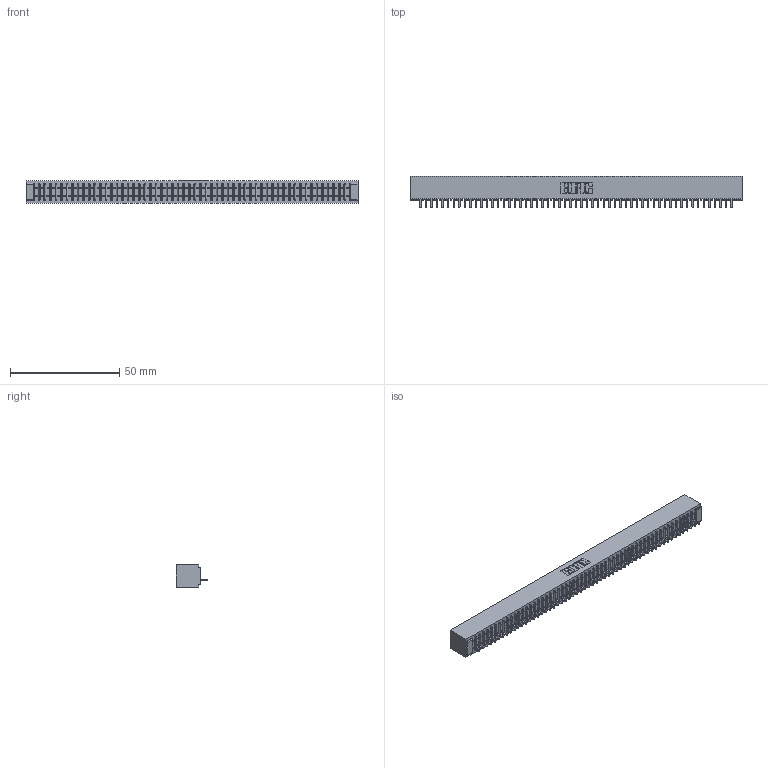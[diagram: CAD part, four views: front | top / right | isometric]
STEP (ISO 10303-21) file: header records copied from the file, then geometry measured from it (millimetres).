
FILE_DESCRIPTION (( 'STEP AP203' ), '1' );
FILE_NAME ('341-057-520-101.STEP', '2018-08-07T15:39:53', ( '' ), ( '' ), 'SwSTEP 2.0', 'SolidWorks 2016', '' );
FILE_SCHEMA (( 'CONFIG_CONTROL_DESIGN' ));
Length unit declared in the file: inch
Products named in the file (3): 341 Part_No Mounting Lugs; 341-292-001_341-292-120; 341-057-520-101
Assembly tree (58 placements, depth 2):
  341-057-520-101
    341 Part_No Mounting Lugs
    341-292-001_341-292-120  x57
Bounding box: 151.76 x 14.27 x 10.16 mm (x, y, z)
Volume: 11050.5 mm3; surface area: 17859.9 mm2
Topology: 58 solids, 58 shells, 4782 faces, 13801 edges, 8854 vertices
Faces by surface type: plane 2971, cylinder 1583, sphere 116, torus 112
Entity records: 64882 total; most frequent: CARTESIAN_POINT 11030, ORIENTED_EDGE 11018, DIRECTION 10633, EDGE_CURVE 5509, VECTOR 4471, LINE 4471, VERTEX_POINT 3478, AXIS2_PLACEMENT_3D 3081
